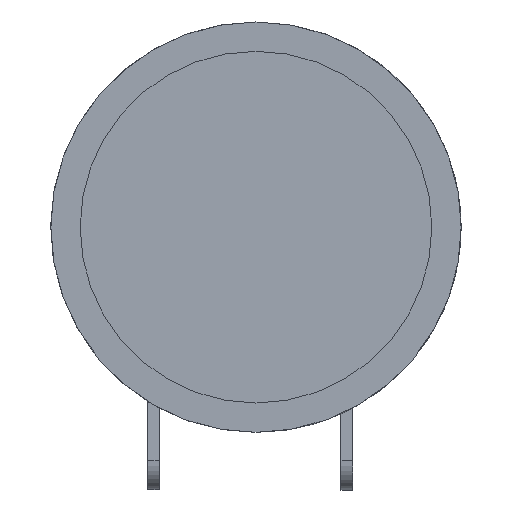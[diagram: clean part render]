
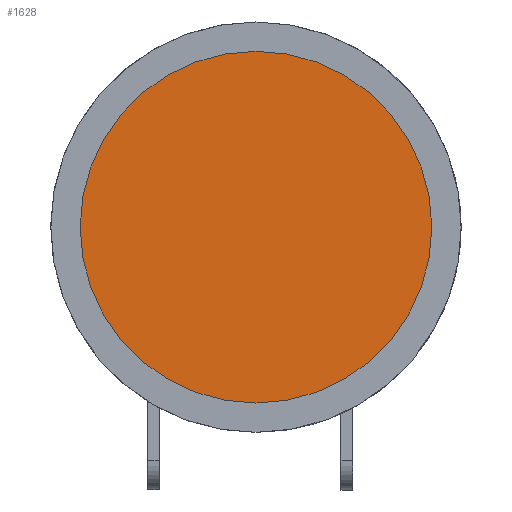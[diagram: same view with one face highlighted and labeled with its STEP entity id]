
A CAD part, front view. The second image highlights one B-rep face of the part: STEP entity #1628.
In plain terms, the highlighted planar face has unit normal (0, -1, 0).
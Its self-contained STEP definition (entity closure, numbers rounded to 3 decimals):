
#22 = DIRECTION ( 'NONE',  ( 0., 0., -1. ) ) ;
#49 = CARTESIAN_POINT ( 'NONE',  ( -165., -1330., 31.87 ) ) ;
#75 = AXIS2_PLACEMENT_3D ( 'NONE', #442, #174, #1626 ) ;
#174 = DIRECTION ( 'NONE',  ( 0., -1., 0. ) ) ;
#175 = CARTESIAN_POINT ( 'NONE',  ( -165., -1330., -268.13 ) ) ;
#401 = EDGE_CURVE ( 'NONE', #718, #1139, #816, .T. ) ;
#442 = CARTESIAN_POINT ( 'NONE',  ( -165., -1330., -268.13 ) ) ;
#456 = AXIS2_PLACEMENT_3D ( 'NONE', #175, #459, #1503 ) ;
#459 = DIRECTION ( 'NONE',  ( 0., -1., 0. ) ) ;
#718 = VERTEX_POINT ( 'NONE', #1204 ) ;
#757 = CIRCLE ( 'NONE', #1117, 300. ) ;
#816 = CIRCLE ( 'NONE', #75, 300. ) ;
#829 = ORIENTED_EDGE ( 'NONE', *, *, #1188, .T. ) ;
#1056 = FACE_OUTER_BOUND ( 'NONE', #1402, .T. ) ;
#1058 = PLANE ( 'NONE',  #456 ) ;
#1078 = DIRECTION ( 'NONE',  ( 0., -1., 0. ) ) ;
#1117 = AXIS2_PLACEMENT_3D ( 'NONE', #1373, #1078, #22 ) ;
#1139 = VERTEX_POINT ( 'NONE', #49 ) ;
#1188 = EDGE_CURVE ( 'NONE', #1139, #718, #757, .T. ) ;
#1204 = CARTESIAN_POINT ( 'NONE',  ( -165., -1330., -568.13 ) ) ;
#1224 = ORIENTED_EDGE ( 'NONE', *, *, #401, .T. ) ;
#1373 = CARTESIAN_POINT ( 'NONE',  ( -165., -1330., -268.13 ) ) ;
#1402 = EDGE_LOOP ( 'NONE', ( #1224, #829 ) ) ;
#1503 = DIRECTION ( 'NONE',  ( 0., 0., -1. ) ) ;
#1626 = DIRECTION ( 'NONE',  ( 0., 0., -1. ) ) ;
#1628 = ADVANCED_FACE ( 'NONE', ( #1056 ), #1058, .T. ) ;
